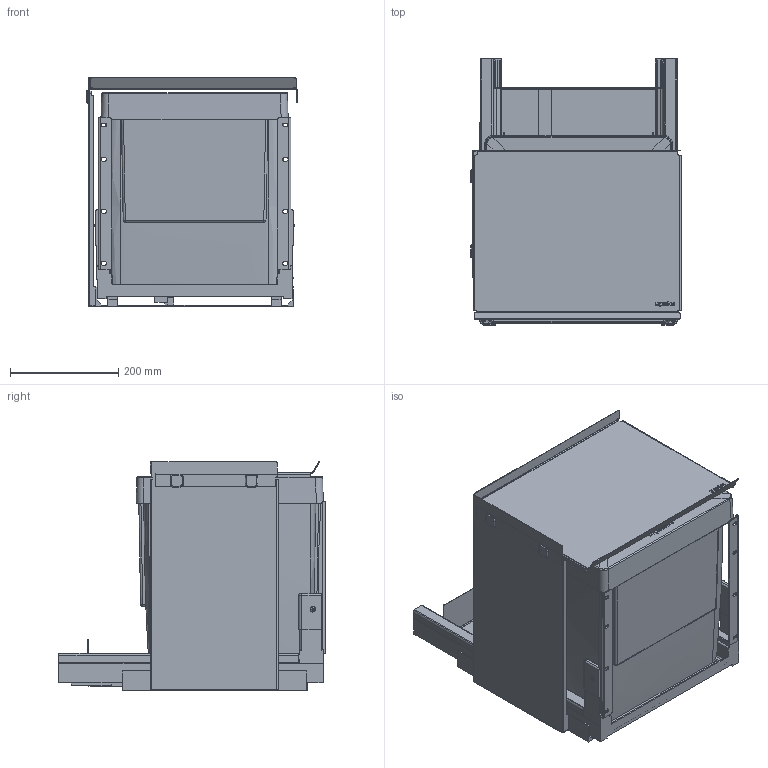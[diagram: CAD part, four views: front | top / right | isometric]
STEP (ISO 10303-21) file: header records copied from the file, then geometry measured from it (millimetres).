
FILE_DESCRIPTION(/* description */ (''),/* implementation_level */ '2;1');
FILE_NAME(/* name */ '3D_200-2787-XX_re.sat.ipt.stp',/* time_stamp */ '2023-03-13T16:58:51+01:00',/* author */ (''),/* organization */ (''),/* preprocessor_version */ 'ST-DEVELOPER v18.1',/* originating_system */ 'Autodesk Inventor 2021',/* authorisation */ '');
FILE_SCHEMA (('CONFIG_CONTROL_DESIGN'));
Length unit declared in the file: millimetre
Products named in the file (1): 3D_200-2787-XX_re.sat
Bounding box: 388.45 x 491.5 x 422.75 mm (x, y, z)
Volume: 40347909.8 mm3; surface area: 1687042.8 mm2
Topology: 1 solids, 7 shells, 1088 faces, 2973 edges, 1913 vertices
Faces by surface type: plane 616, cylinder 356, bspline 68, cone 24, torus 12, sphere 12
Full cylindrical faces by diameter (mm): 6.2 x1, 6.5 x8, 10 x2
Entity records: 38189 total; most frequent: CARTESIAN_POINT 9569, ORIENTED_EDGE 5934, DIRECTION 5495, EDGE_CURVE 2967, LINE 1921, VECTOR 1921, VERTEX_POINT 1913, AXIS2_PLACEMENT_3D 1787
